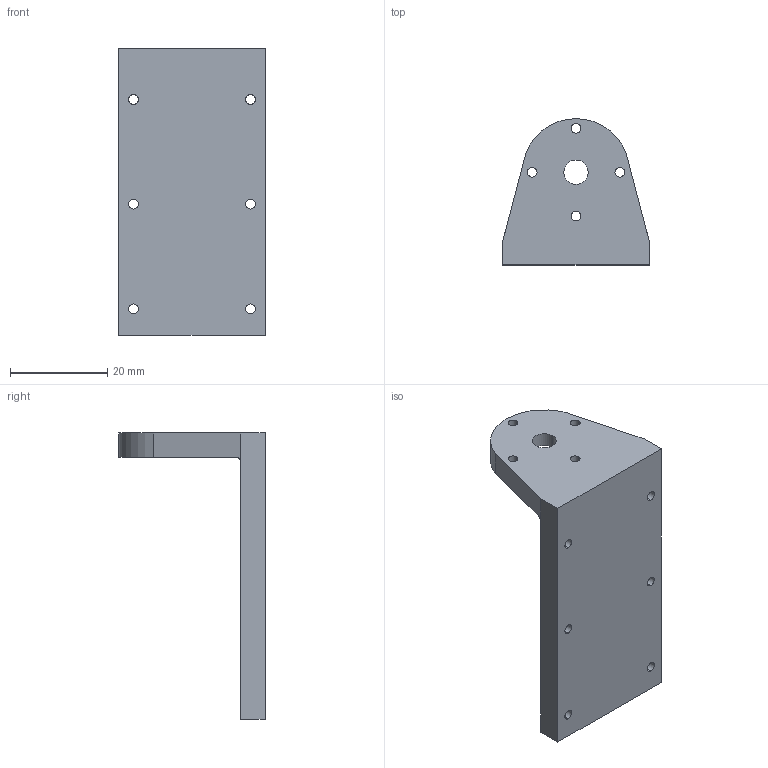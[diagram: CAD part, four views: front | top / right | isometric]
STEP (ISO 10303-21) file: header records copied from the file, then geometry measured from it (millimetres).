
FILE_DESCRIPTION (( 'STEP AP214' ), '1' );
FILE_NAME ('Support_PMT1_53.STEP', '2013-09-12T21:16:52', ( 'Bibi2424' ), ( '' ), 'SwSTEP 2.0', 'SolidWorks 2011', '' );
FILE_SCHEMA (( 'AUTOMOTIVE_DESIGN' ));
Length unit declared in the file: millimetre
Products named in the file (1): Support_PMT1_53
Bounding box: 30 x 30 x 58.7 mm (x, y, z)
Volume: 11081.3 mm3; surface area: 6029.2 mm2
Topology: 1 solids, 1 shells, 36 faces, 97 edges, 64 vertices
Faces by surface type: cylinder 26, plane 10
Entity records: 1233 total; most frequent: DIRECTION 219, CARTESIAN_POINT 204, ORIENTED_EDGE 194, EDGE_CURVE 97, AXIS2_PLACEMENT_3D 87, VERTEX_POINT 64, EDGE_LOOP 59, CIRCLE 50
